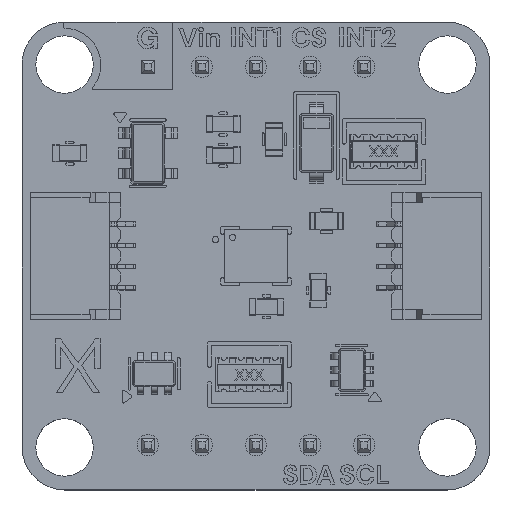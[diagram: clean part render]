
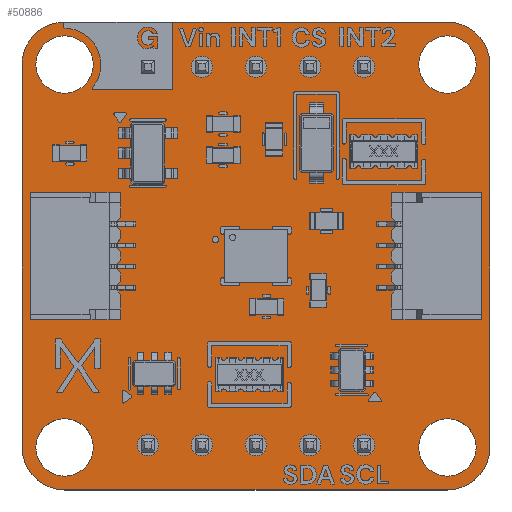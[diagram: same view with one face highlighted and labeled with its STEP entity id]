
A CAD part, top view. The second image highlights one B-rep face of the part: STEP entity #50886.
In plain terms, the highlighted planar face has unit normal (0, 0, 1).
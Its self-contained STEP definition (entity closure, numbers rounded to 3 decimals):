
#50583 = VERTEX_POINT('',#50584);
#50584 = CARTESIAN_POINT('',(9.,11.,1.51));
#50590 = EDGE_CURVE('',#50583,#50591,#50593,.T.);
#50591 = VERTEX_POINT('',#50592);
#50592 = CARTESIAN_POINT('',(11.,9.,1.51));
#50593 = CIRCLE('',#50594,2.);
#50594 = AXIS2_PLACEMENT_3D('',#50595,#50596,#50597);
#50595 = CARTESIAN_POINT('',(9.,9.,1.51));
#50596 = DIRECTION('',(0.,0.,-1.));
#50597 = DIRECTION('',(0.,1.,0.));
#50625 = VERTEX_POINT('',#50626);
#50626 = CARTESIAN_POINT('',(-8.991,11.,1.51));
#50632 = EDGE_CURVE('',#50625,#50583,#50633,.T.);
#50633 = LINE('',#50634,#50635);
#50634 = CARTESIAN_POINT('',(-8.991,11.,1.51));
#50635 = VECTOR('',#50636,1.);
#50636 = DIRECTION('',(1.,0.,0.));
#50654 = EDGE_CURVE('',#50591,#50655,#50657,.T.);
#50655 = VERTEX_POINT('',#50656);
#50656 = CARTESIAN_POINT('',(11.,-9.,1.51));
#50657 = LINE('',#50658,#50659);
#50658 = CARTESIAN_POINT('',(11.,9.,1.51));
#50659 = VECTOR('',#50660,1.);
#50660 = DIRECTION('',(0.,-1.,0.));
#50886 = ADVANCED_FACE('',(#50887,#50933,#50944,#50955,#50966,#50977,
    #50988,#50999,#51010,#51021,#51032,#51043,#51054,#51065,#51076),
  #51087,.T.);
#50887 = FACE_BOUND('',#50888,.T.);
#50888 = EDGE_LOOP('',(#50889,#50890,#50891,#50900,#50908,#50917,#50925,
    #50932));
#50889 = ORIENTED_EDGE('',*,*,#50590,.F.);
#50890 = ORIENTED_EDGE('',*,*,#50632,.F.);
#50891 = ORIENTED_EDGE('',*,*,#50892,.F.);
#50892 = EDGE_CURVE('',#50893,#50625,#50895,.T.);
#50893 = VERTEX_POINT('',#50894);
#50894 = CARTESIAN_POINT('',(-11.,9.,1.51));
#50895 = CIRCLE('',#50896,2.);
#50896 = AXIS2_PLACEMENT_3D('',#50897,#50898,#50899);
#50897 = CARTESIAN_POINT('',(-9.,9.,1.51));
#50898 = DIRECTION('',(0.,0.,-1.));
#50899 = DIRECTION('',(-1.,0.,0.));
#50900 = ORIENTED_EDGE('',*,*,#50901,.F.);
#50901 = EDGE_CURVE('',#50902,#50893,#50904,.T.);
#50902 = VERTEX_POINT('',#50903);
#50903 = CARTESIAN_POINT('',(-11.,-9.,1.51));
#50904 = LINE('',#50905,#50906);
#50905 = CARTESIAN_POINT('',(-11.,-9.,1.51));
#50906 = VECTOR('',#50907,1.);
#50907 = DIRECTION('',(0.,1.,0.));
#50908 = ORIENTED_EDGE('',*,*,#50909,.F.);
#50909 = EDGE_CURVE('',#50910,#50902,#50912,.T.);
#50910 = VERTEX_POINT('',#50911);
#50911 = CARTESIAN_POINT('',(-9.,-11.,1.51));
#50912 = CIRCLE('',#50913,2.);
#50913 = AXIS2_PLACEMENT_3D('',#50914,#50915,#50916);
#50914 = CARTESIAN_POINT('',(-9.,-9.,1.51));
#50915 = DIRECTION('',(0.,0.,-1.));
#50916 = DIRECTION('',(0.,-1.,0.));
#50917 = ORIENTED_EDGE('',*,*,#50918,.F.);
#50918 = EDGE_CURVE('',#50919,#50910,#50921,.T.);
#50919 = VERTEX_POINT('',#50920);
#50920 = CARTESIAN_POINT('',(9.,-11.,1.51));
#50921 = LINE('',#50922,#50923);
#50922 = CARTESIAN_POINT('',(9.,-11.,1.51));
#50923 = VECTOR('',#50924,1.);
#50924 = DIRECTION('',(-1.,0.,0.));
#50925 = ORIENTED_EDGE('',*,*,#50926,.F.);
#50926 = EDGE_CURVE('',#50655,#50919,#50927,.T.);
#50927 = CIRCLE('',#50928,2.);
#50928 = AXIS2_PLACEMENT_3D('',#50929,#50930,#50931);
#50929 = CARTESIAN_POINT('',(9.,-9.,1.51));
#50930 = DIRECTION('',(0.,0.,-1.));
#50931 = DIRECTION('',(1.,0.,0.));
#50932 = ORIENTED_EDGE('',*,*,#50654,.F.);
#50933 = FACE_BOUND('',#50934,.T.);
#50934 = EDGE_LOOP('',(#50935));
#50935 = ORIENTED_EDGE('',*,*,#50936,.T.);
#50936 = EDGE_CURVE('',#50937,#50937,#50939,.T.);
#50937 = VERTEX_POINT('',#50938);
#50938 = CARTESIAN_POINT('',(-9.,-10.35,1.51));
#50939 = CIRCLE('',#50940,1.35);
#50940 = AXIS2_PLACEMENT_3D('',#50941,#50942,#50943);
#50941 = CARTESIAN_POINT('',(-9.,-9.,1.51));
#50942 = DIRECTION('',(-0.,0.,-1.));
#50943 = DIRECTION('',(-0.,-1.,0.));
#50944 = FACE_BOUND('',#50945,.T.);
#50945 = EDGE_LOOP('',(#50946));
#50946 = ORIENTED_EDGE('',*,*,#50947,.T.);
#50947 = EDGE_CURVE('',#50948,#50948,#50950,.T.);
#50948 = VERTEX_POINT('',#50949);
#50949 = CARTESIAN_POINT('',(-5.08,-9.39,1.51));
#50950 = CIRCLE('',#50951,0.5);
#50951 = AXIS2_PLACEMENT_3D('',#50952,#50953,#50954);
#50952 = CARTESIAN_POINT('',(-5.08,-8.89,1.51));
#50953 = DIRECTION('',(-0.,0.,-1.));
#50954 = DIRECTION('',(-0.,-1.,0.));
#50955 = FACE_BOUND('',#50956,.T.);
#50956 = EDGE_LOOP('',(#50957));
#50957 = ORIENTED_EDGE('',*,*,#50958,.T.);
#50958 = EDGE_CURVE('',#50959,#50959,#50961,.T.);
#50959 = VERTEX_POINT('',#50960);
#50960 = CARTESIAN_POINT('',(-2.54,-9.39,1.51));
#50961 = CIRCLE('',#50962,0.5);
#50962 = AXIS2_PLACEMENT_3D('',#50963,#50964,#50965);
#50963 = CARTESIAN_POINT('',(-2.54,-8.89,1.51));
#50964 = DIRECTION('',(-0.,0.,-1.));
#50965 = DIRECTION('',(-0.,-1.,0.));
#50966 = FACE_BOUND('',#50967,.T.);
#50967 = EDGE_LOOP('',(#50968));
#50968 = ORIENTED_EDGE('',*,*,#50969,.T.);
#50969 = EDGE_CURVE('',#50970,#50970,#50972,.T.);
#50970 = VERTEX_POINT('',#50971);
#50971 = CARTESIAN_POINT('',(0.,-9.39,1.51));
#50972 = CIRCLE('',#50973,0.5);
#50973 = AXIS2_PLACEMENT_3D('',#50974,#50975,#50976);
#50974 = CARTESIAN_POINT('',(0.,-8.89,1.51));
#50975 = DIRECTION('',(-0.,0.,-1.));
#50976 = DIRECTION('',(0.,-1.,-0.));
#50977 = FACE_BOUND('',#50978,.T.);
#50978 = EDGE_LOOP('',(#50979));
#50979 = ORIENTED_EDGE('',*,*,#50980,.T.);
#50980 = EDGE_CURVE('',#50981,#50981,#50983,.T.);
#50981 = VERTEX_POINT('',#50982);
#50982 = CARTESIAN_POINT('',(2.54,-9.39,1.51));
#50983 = CIRCLE('',#50984,0.5);
#50984 = AXIS2_PLACEMENT_3D('',#50985,#50986,#50987);
#50985 = CARTESIAN_POINT('',(2.54,-8.89,1.51));
#50986 = DIRECTION('',(-0.,0.,-1.));
#50987 = DIRECTION('',(-0.,-1.,0.));
#50988 = FACE_BOUND('',#50989,.T.);
#50989 = EDGE_LOOP('',(#50990));
#50990 = ORIENTED_EDGE('',*,*,#50991,.T.);
#50991 = EDGE_CURVE('',#50992,#50992,#50994,.T.);
#50992 = VERTEX_POINT('',#50993);
#50993 = CARTESIAN_POINT('',(5.08,-9.39,1.51));
#50994 = CIRCLE('',#50995,0.5);
#50995 = AXIS2_PLACEMENT_3D('',#50996,#50997,#50998);
#50996 = CARTESIAN_POINT('',(5.08,-8.89,1.51));
#50997 = DIRECTION('',(-0.,0.,-1.));
#50998 = DIRECTION('',(-0.,-1.,0.));
#50999 = FACE_BOUND('',#51000,.T.);
#51000 = EDGE_LOOP('',(#51001));
#51001 = ORIENTED_EDGE('',*,*,#51002,.T.);
#51002 = EDGE_CURVE('',#51003,#51003,#51005,.T.);
#51003 = VERTEX_POINT('',#51004);
#51004 = CARTESIAN_POINT('',(9.,-10.35,1.51));
#51005 = CIRCLE('',#51006,1.35);
#51006 = AXIS2_PLACEMENT_3D('',#51007,#51008,#51009);
#51007 = CARTESIAN_POINT('',(9.,-9.,1.51));
#51008 = DIRECTION('',(-0.,0.,-1.));
#51009 = DIRECTION('',(-0.,-1.,0.));
#51010 = FACE_BOUND('',#51011,.T.);
#51011 = EDGE_LOOP('',(#51012));
#51012 = ORIENTED_EDGE('',*,*,#51013,.T.);
#51013 = EDGE_CURVE('',#51014,#51014,#51016,.T.);
#51014 = VERTEX_POINT('',#51015);
#51015 = CARTESIAN_POINT('',(-9.,7.65,1.51));
#51016 = CIRCLE('',#51017,1.35);
#51017 = AXIS2_PLACEMENT_3D('',#51018,#51019,#51020);
#51018 = CARTESIAN_POINT('',(-9.,9.,1.51));
#51019 = DIRECTION('',(-0.,0.,-1.));
#51020 = DIRECTION('',(-0.,-1.,0.));
#51021 = FACE_BOUND('',#51022,.T.);
#51022 = EDGE_LOOP('',(#51023));
#51023 = ORIENTED_EDGE('',*,*,#51024,.T.);
#51024 = EDGE_CURVE('',#51025,#51025,#51027,.T.);
#51025 = VERTEX_POINT('',#51026);
#51026 = CARTESIAN_POINT('',(-5.08,8.39,1.51));
#51027 = CIRCLE('',#51028,0.5);
#51028 = AXIS2_PLACEMENT_3D('',#51029,#51030,#51031);
#51029 = CARTESIAN_POINT('',(-5.08,8.89,1.51));
#51030 = DIRECTION('',(-0.,0.,-1.));
#51031 = DIRECTION('',(-0.,-1.,0.));
#51032 = FACE_BOUND('',#51033,.T.);
#51033 = EDGE_LOOP('',(#51034));
#51034 = ORIENTED_EDGE('',*,*,#51035,.T.);
#51035 = EDGE_CURVE('',#51036,#51036,#51038,.T.);
#51036 = VERTEX_POINT('',#51037);
#51037 = CARTESIAN_POINT('',(-2.54,8.39,1.51));
#51038 = CIRCLE('',#51039,0.5);
#51039 = AXIS2_PLACEMENT_3D('',#51040,#51041,#51042);
#51040 = CARTESIAN_POINT('',(-2.54,8.89,1.51));
#51041 = DIRECTION('',(-0.,0.,-1.));
#51042 = DIRECTION('',(-0.,-1.,0.));
#51043 = FACE_BOUND('',#51044,.T.);
#51044 = EDGE_LOOP('',(#51045));
#51045 = ORIENTED_EDGE('',*,*,#51046,.T.);
#51046 = EDGE_CURVE('',#51047,#51047,#51049,.T.);
#51047 = VERTEX_POINT('',#51048);
#51048 = CARTESIAN_POINT('',(0.,8.39,1.51));
#51049 = CIRCLE('',#51050,0.5);
#51050 = AXIS2_PLACEMENT_3D('',#51051,#51052,#51053);
#51051 = CARTESIAN_POINT('',(0.,8.89,1.51));
#51052 = DIRECTION('',(-0.,0.,-1.));
#51053 = DIRECTION('',(0.,-1.,-0.));
#51054 = FACE_BOUND('',#51055,.T.);
#51055 = EDGE_LOOP('',(#51056));
#51056 = ORIENTED_EDGE('',*,*,#51057,.T.);
#51057 = EDGE_CURVE('',#51058,#51058,#51060,.T.);
#51058 = VERTEX_POINT('',#51059);
#51059 = CARTESIAN_POINT('',(2.54,8.39,1.51));
#51060 = CIRCLE('',#51061,0.5);
#51061 = AXIS2_PLACEMENT_3D('',#51062,#51063,#51064);
#51062 = CARTESIAN_POINT('',(2.54,8.89,1.51));
#51063 = DIRECTION('',(-0.,0.,-1.));
#51064 = DIRECTION('',(-0.,-1.,0.));
#51065 = FACE_BOUND('',#51066,.T.);
#51066 = EDGE_LOOP('',(#51067));
#51067 = ORIENTED_EDGE('',*,*,#51068,.T.);
#51068 = EDGE_CURVE('',#51069,#51069,#51071,.T.);
#51069 = VERTEX_POINT('',#51070);
#51070 = CARTESIAN_POINT('',(5.08,8.39,1.51));
#51071 = CIRCLE('',#51072,0.5);
#51072 = AXIS2_PLACEMENT_3D('',#51073,#51074,#51075);
#51073 = CARTESIAN_POINT('',(5.08,8.89,1.51));
#51074 = DIRECTION('',(-0.,0.,-1.));
#51075 = DIRECTION('',(-0.,-1.,0.));
#51076 = FACE_BOUND('',#51077,.T.);
#51077 = EDGE_LOOP('',(#51078));
#51078 = ORIENTED_EDGE('',*,*,#51079,.T.);
#51079 = EDGE_CURVE('',#51080,#51080,#51082,.T.);
#51080 = VERTEX_POINT('',#51081);
#51081 = CARTESIAN_POINT('',(9.,7.65,1.51));
#51082 = CIRCLE('',#51083,1.35);
#51083 = AXIS2_PLACEMENT_3D('',#51084,#51085,#51086);
#51084 = CARTESIAN_POINT('',(9.,9.,1.51));
#51085 = DIRECTION('',(-0.,0.,-1.));
#51086 = DIRECTION('',(-0.,-1.,0.));
#51087 = PLANE('',#51088);
#51088 = AXIS2_PLACEMENT_3D('',#51089,#51090,#51091);
#51089 = CARTESIAN_POINT('',(0.,0.,1.51));
#51090 = DIRECTION('',(0.,0.,1.));
#51091 = DIRECTION('',(1.,0.,-0.));
